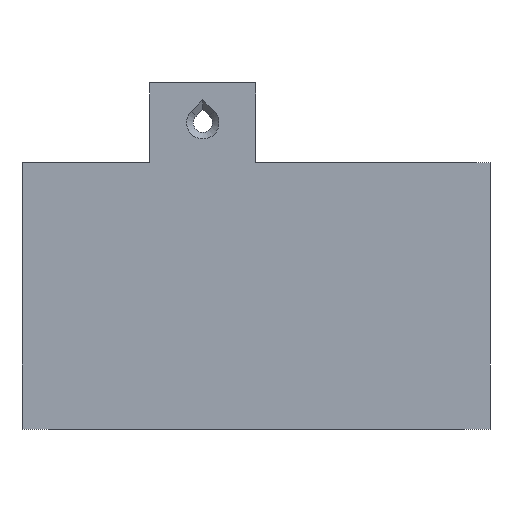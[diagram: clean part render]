
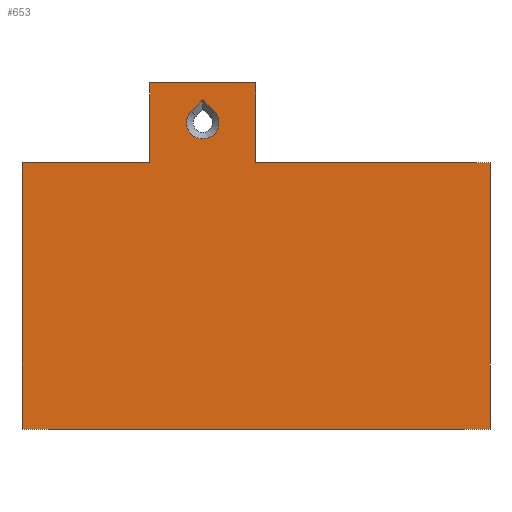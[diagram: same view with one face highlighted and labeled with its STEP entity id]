
A CAD part, front view. The second image highlights one B-rep face of the part: STEP entity #653.
In plain terms, the highlighted planar face has unit normal (0, -1, 0).
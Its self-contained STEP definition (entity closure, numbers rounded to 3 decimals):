
#22=FACE_BOUND('',#98,.T.);
#33=CIRCLE('',#708,0.61);
#59=FACE_OUTER_BOUND('',#97,.T.);
#97=EDGE_LOOP('',(#528,#529,#530,#531,#532,#533,#534,#535));
#98=EDGE_LOOP('',(#536,#537,#538));
#167=LINE('',#1028,#249);
#170=LINE('',#1035,#252);
#171=LINE('',#1040,#253);
#172=LINE('',#1042,#254);
#173=LINE('',#1044,#255);
#174=LINE('',#1046,#256);
#175=LINE('',#1048,#257);
#176=LINE('',#1050,#258);
#177=LINE('',#1052,#259);
#178=LINE('',#1053,#260);
#249=VECTOR('',#834,10.);
#252=VECTOR('',#843,10.);
#253=VECTOR('',#848,10.);
#254=VECTOR('',#849,10.);
#255=VECTOR('',#850,10.);
#256=VECTOR('',#851,10.);
#257=VECTOR('',#852,10.);
#258=VECTOR('',#853,10.);
#259=VECTOR('',#854,10.);
#260=VECTOR('',#855,10.);
#322=VERTEX_POINT('',#1025);
#323=VERTEX_POINT('',#1027);
#324=VERTEX_POINT('',#1031);
#325=VERTEX_POINT('',#1038);
#326=VERTEX_POINT('',#1039);
#327=VERTEX_POINT('',#1041);
#328=VERTEX_POINT('',#1043);
#329=VERTEX_POINT('',#1045);
#330=VERTEX_POINT('',#1047);
#331=VERTEX_POINT('',#1049);
#332=VERTEX_POINT('',#1051);
#394=EDGE_CURVE('',#322,#323,#167,.T.);
#397=EDGE_CURVE('',#324,#322,#33,.T.);
#398=EDGE_CURVE('',#323,#324,#170,.T.);
#399=EDGE_CURVE('',#325,#326,#171,.T.);
#400=EDGE_CURVE('',#326,#327,#172,.T.);
#401=EDGE_CURVE('',#328,#327,#173,.T.);
#402=EDGE_CURVE('',#328,#329,#174,.T.);
#403=EDGE_CURVE('',#330,#329,#175,.T.);
#404=EDGE_CURVE('',#331,#330,#176,.T.);
#405=EDGE_CURVE('',#332,#331,#177,.T.);
#406=EDGE_CURVE('',#325,#332,#178,.T.);
#528=ORIENTED_EDGE('',*,*,#399,.T.);
#529=ORIENTED_EDGE('',*,*,#400,.T.);
#530=ORIENTED_EDGE('',*,*,#401,.F.);
#531=ORIENTED_EDGE('',*,*,#402,.T.);
#532=ORIENTED_EDGE('',*,*,#403,.F.);
#533=ORIENTED_EDGE('',*,*,#404,.F.);
#534=ORIENTED_EDGE('',*,*,#405,.F.);
#535=ORIENTED_EDGE('',*,*,#406,.F.);
#536=ORIENTED_EDGE('',*,*,#394,.F.);
#537=ORIENTED_EDGE('',*,*,#397,.F.);
#538=ORIENTED_EDGE('',*,*,#398,.F.);
#618=PLANE('',#711);
#653=ADVANCED_FACE('',(#59,#22),#618,.T.);
#708=AXIS2_PLACEMENT_3D('',#1033,#839,#840);
#711=AXIS2_PLACEMENT_3D('',#1037,#846,#847);
#834=DIRECTION('',(-0.707,0.,0.707));
#839=DIRECTION('center_axis',(0.,-1.,0.));
#840=DIRECTION('ref_axis',(1.,0.,0.));
#843=DIRECTION('',(-0.707,0.,-0.707));
#846=DIRECTION('center_axis',(0.,-1.,0.));
#847=DIRECTION('ref_axis',(1.,0.,0.));
#848=DIRECTION('',(1.,0.,0.));
#849=DIRECTION('',(0.,0.,1.));
#850=DIRECTION('',(1.,0.,0.));
#851=DIRECTION('',(0.,0.,1.));
#852=DIRECTION('',(1.,0.,0.));
#853=DIRECTION('',(0.,0.,1.));
#854=DIRECTION('',(1.,0.,0.));
#855=DIRECTION('',(0.,0.,1.));
#1025=CARTESIAN_POINT('',(6.231,-1.,11.951));
#1027=CARTESIAN_POINT('',(5.8,-1.,12.383));
#1028=CARTESIAN_POINT('',(7.411,-1.,10.771));
#1031=CARTESIAN_POINT('',(5.369,-1.,11.951));
#1033=CARTESIAN_POINT('Origin',(5.8,-1.,11.52));
#1035=CARTESIAN_POINT('',(0.916,-1.,7.499));
#1037=CARTESIAN_POINT('Origin',(-1.,-1.,0.));
#1038=CARTESIAN_POINT('',(-1.,-1.,0.));
#1039=CARTESIAN_POINT('',(16.6,-1.,0.));
#1040=CARTESIAN_POINT('',(-1.,-1.,0.));
#1041=CARTESIAN_POINT('',(16.6,-1.,10.02));
#1042=CARTESIAN_POINT('',(16.6,-1.,0.));
#1043=CARTESIAN_POINT('',(7.8,-1.,10.02));
#1044=CARTESIAN_POINT('',(-1.,-1.,10.02));
#1045=CARTESIAN_POINT('',(7.8,-1.,13.02));
#1046=CARTESIAN_POINT('',(7.8,-1.,0.));
#1047=CARTESIAN_POINT('',(3.8,-1.,13.02));
#1048=CARTESIAN_POINT('',(3.8,-1.,13.02));
#1049=CARTESIAN_POINT('',(3.8,-1.,10.02));
#1050=CARTESIAN_POINT('',(3.8,-1.,0.));
#1051=CARTESIAN_POINT('',(-1.,-1.,10.02));
#1052=CARTESIAN_POINT('',(-1.,-1.,10.02));
#1053=CARTESIAN_POINT('',(-1.,-1.,0.));
